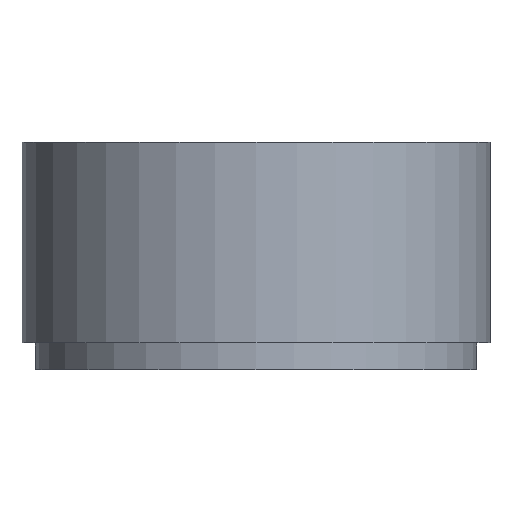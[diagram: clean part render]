
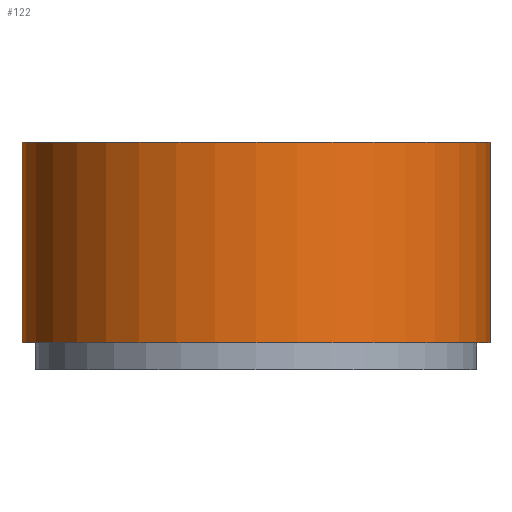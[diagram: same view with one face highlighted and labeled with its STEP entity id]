
A CAD part, front view. The second image highlights one B-rep face of the part: STEP entity #122.
In plain terms, the highlighted cylindrical face has radius 35 mm (diameter 70 mm), a partial arc.
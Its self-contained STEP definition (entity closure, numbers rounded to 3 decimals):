
#18 = ORIENTED_EDGE ( 'NONE', *, *, #200, .F. ) ;
#28 = EDGE_CURVE ( 'NONE', #142, #195, #208, .T. ) ;
#43 = DIRECTION ( 'NONE',  ( 0., 0., -1. ) ) ;
#51 = CARTESIAN_POINT ( 'NONE',  ( -35., 0., 30. ) ) ;
#61 = ORIENTED_EDGE ( 'NONE', *, *, #28, .F. ) ;
#63 = CYLINDRICAL_SURFACE ( 'NONE', #116, 35. ) ;
#64 = DIRECTION ( 'NONE',  ( 0., 0., 1. ) ) ;
#76 = LINE ( 'NONE', #277, #144 ) ;
#82 = VERTEX_POINT ( 'NONE', #98 ) ;
#86 = EDGE_CURVE ( 'NONE', #147, #82, #182, .T. ) ;
#98 = CARTESIAN_POINT ( 'NONE',  ( 35., 0., 0. ) ) ;
#105 = DIRECTION ( 'NONE',  ( 0., 0., -1. ) ) ;
#113 = CARTESIAN_POINT ( 'NONE',  ( 0., 0., 30. ) ) ;
#116 = AXIS2_PLACEMENT_3D ( 'NONE', #269, #43, #240 ) ;
#122 = ADVANCED_FACE ( 'NONE', ( #196 ), #63, .T. ) ;
#142 = VERTEX_POINT ( 'NONE', #51 ) ;
#144 = VECTOR ( 'NONE', #105, 1000. ) ;
#147 = VERTEX_POINT ( 'NONE', #171 ) ;
#165 = CARTESIAN_POINT ( 'NONE',  ( 0., 0., 0. ) ) ;
#170 = DIRECTION ( 'NONE',  ( 1., 0., 0. ) ) ;
#171 = CARTESIAN_POINT ( 'NONE',  ( -35., 0., 0. ) ) ;
#182 = CIRCLE ( 'NONE', #198, 35. ) ;
#190 = EDGE_CURVE ( 'NONE', #142, #147, #76, .T. ) ;
#193 = DIRECTION ( 'NONE',  ( 0., 0., 1. ) ) ;
#195 = VERTEX_POINT ( 'NONE', #226 ) ;
#196 = FACE_OUTER_BOUND ( 'NONE', #298, .T. ) ;
#197 = CARTESIAN_POINT ( 'NONE',  ( 35., 0., 30. ) ) ;
#198 = AXIS2_PLACEMENT_3D ( 'NONE', #165, #193, #170 ) ;
#199 = LINE ( 'NONE', #197, #300 ) ;
#200 = EDGE_CURVE ( 'NONE', #195, #82, #199, .T. ) ;
#208 = CIRCLE ( 'NONE', #318, 35. ) ;
#210 = DIRECTION ( 'NONE',  ( 1., 0., 0. ) ) ;
#211 = ORIENTED_EDGE ( 'NONE', *, *, #190, .T. ) ;
#226 = CARTESIAN_POINT ( 'NONE',  ( 35., 0., 30. ) ) ;
#240 = DIRECTION ( 'NONE',  ( -1., 0., 0. ) ) ;
#269 = CARTESIAN_POINT ( 'NONE',  ( 0., 0., 30. ) ) ;
#277 = CARTESIAN_POINT ( 'NONE',  ( -35., 0., 30. ) ) ;
#298 = EDGE_LOOP ( 'NONE', ( #18, #61, #211, #308 ) ) ;
#300 = VECTOR ( 'NONE', #324, 1000. ) ;
#308 = ORIENTED_EDGE ( 'NONE', *, *, #86, .T. ) ;
#318 = AXIS2_PLACEMENT_3D ( 'NONE', #113, #64, #210 ) ;
#324 = DIRECTION ( 'NONE',  ( 0., 0., -1. ) ) ;
